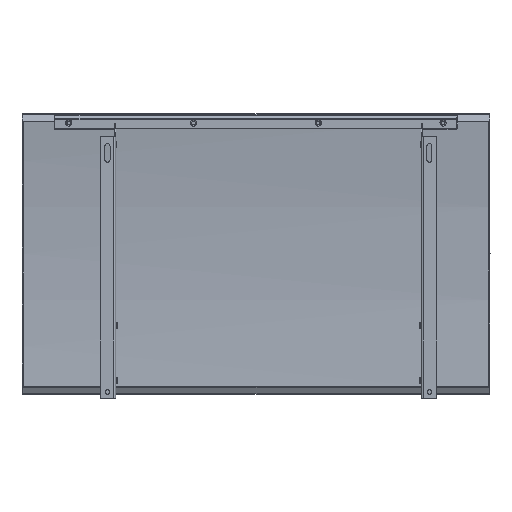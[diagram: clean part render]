
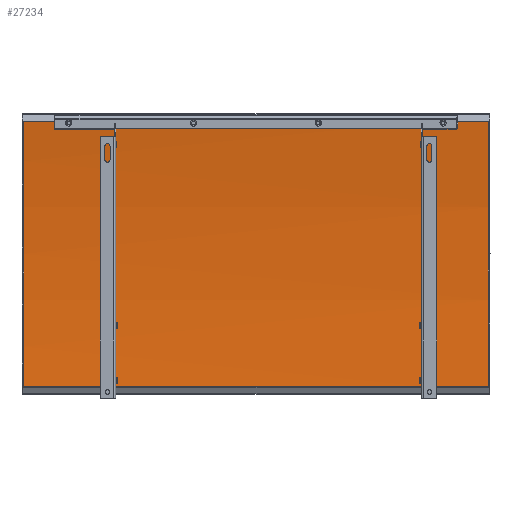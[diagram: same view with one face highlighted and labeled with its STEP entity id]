
A CAD part, top view. The second image highlights one B-rep face of the part: STEP entity #27234.
In plain terms, the highlighted cylindrical face has radius 1999 mm (diameter 3998 mm), a partial arc.
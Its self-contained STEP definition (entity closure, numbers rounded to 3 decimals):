
#26214=DIRECTION('',(0.,1.,0.));
#26215=VECTOR('',#26214,745.);
#26216=CARTESIAN_POINT('',(222.667,2.5,13.44));
#26217=LINE('',#26216,#26215);
#26333=DIRECTION('',(0.,-1.,0.));
#26334=VECTOR('',#26333,745.);
#26335=CARTESIAN_POINT('',(-222.667,747.5,
13.44));
#26336=LINE('',#26335,#26334);
#26383=CARTESIAN_POINT('',(0.,747.5,2000.));
#26384=DIRECTION('',(0.,1.,0.));
#26385=DIRECTION('',(0.111,0.,-0.994));
#26386=AXIS2_PLACEMENT_3D('',#26383,#26384,#26385);
#26396=CARTESIAN_POINT('',(222.667,2.5,13.44));
#26404=CARTESIAN_POINT('',(0.,2.5,2000.));
#26405=DIRECTION('',(0.,-1.,0.));
#26406=DIRECTION('',(0.,0.,-1.));
#26407=AXIS2_PLACEMENT_3D('',#26404,#26405,#26406);
#26465=CARTESIAN_POINT('',(0.,2.5,2000.));
#26466=DIRECTION('',(0.,-1.,0.));
#26467=DIRECTION('',(-0.111,0.,-0.994));
#26468=AXIS2_PLACEMENT_3D('',#26465,#26466,#26467);
#26545=VERTEX_POINT('',#26396);
#26547=CARTESIAN_POINT('',(0.,2.5,
1.));
#26549=VERTEX_POINT('',#26547);
#26581=CARTESIAN_POINT('',(222.667,747.5,13.44));
#26582=VERTEX_POINT('',#26581);
#26589=CARTESIAN_POINT('',(-222.667,2.5,
13.44));
#26590=VERTEX_POINT('',#26589);
#26591=CARTESIAN_POINT('',(-222.667,747.5,
13.44));
#26592=VERTEX_POINT('',#26591);
#27220=CARTESIAN_POINT('',(0.,2.5,2000.));
#27221=DIRECTION('',(0.,1.,0.));
#27222=DIRECTION('',(0.,0.,1.));
#27223=AXIS2_PLACEMENT_3D('',#27220,#27221,#27222);
#27224=CYLINDRICAL_SURFACE('',#27223,1999.);
#27226=ORIENTED_EDGE('',*,*,#27225,.F.);
#27228=ORIENTED_EDGE('',*,*,#27227,.F.);
#27229=ORIENTED_EDGE('',*,*,#27098,.F.);
#27230=ORIENTED_EDGE('',*,*,#27205,.F.);
#27231=ORIENTED_EDGE('',*,*,#26928,.F.);
#27232=EDGE_LOOP('',(#27226,#27228,#27229,#27230,#27231));
#27233=FACE_OUTER_BOUND('',#27232,.F.);
#26387=CIRCLE('',#26386,1999.);
#26408=CIRCLE('',#26407,1999.);
#26469=CIRCLE('',#26468,1999.);
#26928=EDGE_CURVE('',#26545,#26582,#26217,.T.);
#27098=EDGE_CURVE('',#26592,#26590,#26336,.T.);
#27205=EDGE_CURVE('',#26582,#26592,#26387,.T.);
#27225=EDGE_CURVE('',#26549,#26545,#26408,.T.);
#27227=EDGE_CURVE('',#26590,#26549,#26469,.T.);
#27234=ADVANCED_FACE('',(#27233),#27224,.F.);
